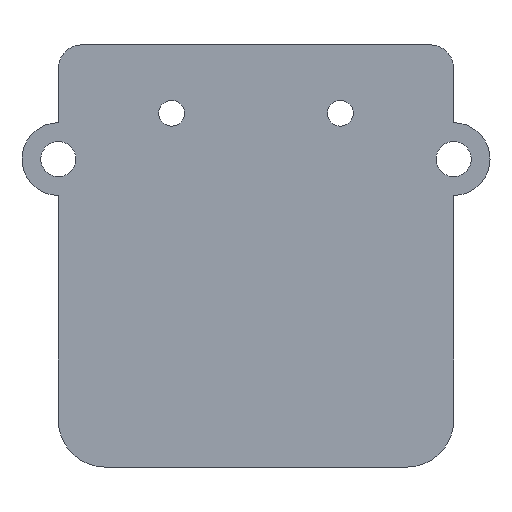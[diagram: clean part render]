
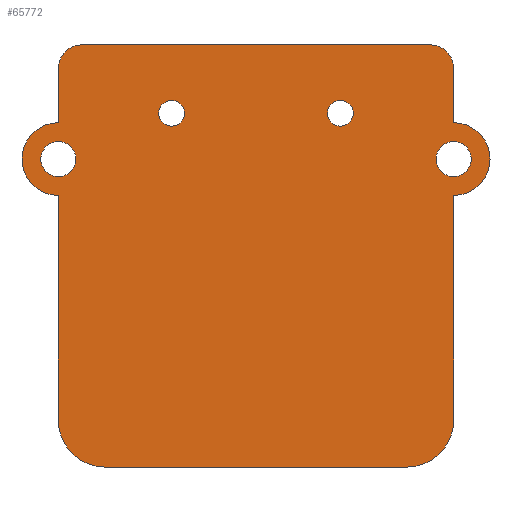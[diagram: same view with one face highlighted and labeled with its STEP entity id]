
A CAD part, front view. The second image highlights one B-rep face of the part: STEP entity #65772.
In plain terms, the highlighted planar face has unit normal (0, -1, 0).
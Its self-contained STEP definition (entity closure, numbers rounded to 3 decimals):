
#543=FACE_BOUND('',#9815,.T.);
#544=FACE_BOUND('',#9816,.T.);
#545=FACE_BOUND('',#9817,.T.);
#546=FACE_BOUND('',#9818,.T.);
#2961=CIRCLE('',#71024,2.);
#2978=CIRCLE('',#71044,2.);
#2979=CIRCLE('',#71047,4.);
#2980=CIRCLE('',#71050,4.);
#2991=CIRCLE('',#71100,1.5);
#2992=CIRCLE('',#71102,1.5);
#2993=CIRCLE('',#71104,1.1);
#2994=CIRCLE('',#71106,1.1);
#2995=CIRCLE('',#71109,3.1);
#2996=CIRCLE('',#71113,3.1);
#6366=FACE_OUTER_BOUND('',#9814,.T.);
#9814=EDGE_LOOP('',(#58745,#58746,#58747,#58748,#58749,#58750,#58751,#58752,
#58753,#58754,#58755,#58756));
#9815=EDGE_LOOP('',(#58757));
#9816=EDGE_LOOP('',(#58758));
#9817=EDGE_LOOP('',(#58759));
#9818=EDGE_LOOP('',(#58760));
#17221=LINE('',#108213,#24714);
#17240=LINE('',#108282,#24733);
#17251=LINE('',#108305,#24744);
#17306=LINE('',#108447,#24799);
#17309=LINE('',#108454,#24802);
#17310=LINE('',#108457,#24803);
#24714=VECTOR('',#88598,10.);
#24733=VECTOR('',#88655,10.);
#24744=VECTOR('',#88672,10.);
#24799=VECTOR('',#88845,10.);
#24802=VECTOR('',#88854,10.);
#24803=VECTOR('',#88857,10.);
#30782=VERTEX_POINT('',#108200);
#30783=VERTEX_POINT('',#108201);
#30787=VERTEX_POINT('',#108211);
#30817=VERTEX_POINT('',#108276);
#30818=VERTEX_POINT('',#108280);
#30819=VERTEX_POINT('',#108284);
#30820=VERTEX_POINT('',#108285);
#30827=VERTEX_POINT('',#108303);
#30828=VERTEX_POINT('',#108307);
#30851=VERTEX_POINT('',#108430);
#30852=VERTEX_POINT('',#108434);
#30853=VERTEX_POINT('',#108438);
#30854=VERTEX_POINT('',#108442);
#30855=VERTEX_POINT('',#108446);
#30856=VERTEX_POINT('',#108450);
#30857=VERTEX_POINT('',#108456);
#40028=EDGE_CURVE('',#30782,#30783,#2961,.T.);
#40034=EDGE_CURVE('',#30782,#30787,#17221,.T.);
#40066=EDGE_CURVE('',#30817,#30787,#2978,.T.);
#40069=EDGE_CURVE('',#30817,#30818,#17240,.T.);
#40070=EDGE_CURVE('',#30819,#30820,#2979,.T.);
#40081=EDGE_CURVE('',#30819,#30827,#17251,.T.);
#40082=EDGE_CURVE('',#30828,#30827,#2980,.T.);
#40143=EDGE_CURVE('',#30851,#30851,#2991,.T.);
#40145=EDGE_CURVE('',#30852,#30852,#2992,.T.);
#40147=EDGE_CURVE('',#30853,#30853,#2993,.T.);
#40149=EDGE_CURVE('',#30854,#30854,#2994,.T.);
#40151=EDGE_CURVE('',#30855,#30783,#17306,.T.);
#40153=EDGE_CURVE('',#30856,#30855,#2995,.T.);
#40155=EDGE_CURVE('',#30828,#30856,#17309,.T.);
#40156=EDGE_CURVE('',#30857,#30820,#17310,.T.);
#40158=EDGE_CURVE('',#30818,#30857,#2996,.T.);
#58745=ORIENTED_EDGE('',*,*,#40028,.F.);
#58746=ORIENTED_EDGE('',*,*,#40034,.T.);
#58747=ORIENTED_EDGE('',*,*,#40066,.F.);
#58748=ORIENTED_EDGE('',*,*,#40069,.T.);
#58749=ORIENTED_EDGE('',*,*,#40158,.T.);
#58750=ORIENTED_EDGE('',*,*,#40156,.T.);
#58751=ORIENTED_EDGE('',*,*,#40070,.F.);
#58752=ORIENTED_EDGE('',*,*,#40081,.T.);
#58753=ORIENTED_EDGE('',*,*,#40082,.F.);
#58754=ORIENTED_EDGE('',*,*,#40155,.T.);
#58755=ORIENTED_EDGE('',*,*,#40153,.T.);
#58756=ORIENTED_EDGE('',*,*,#40151,.T.);
#58757=ORIENTED_EDGE('',*,*,#40149,.T.);
#58758=ORIENTED_EDGE('',*,*,#40147,.T.);
#58759=ORIENTED_EDGE('',*,*,#40145,.T.);
#58760=ORIENTED_EDGE('',*,*,#40143,.T.);
#61275=PLANE('',#71114);
#65772=ADVANCED_FACE('',(#6366,#543,#544,#545,#546),#61275,.T.);
#71024=AXIS2_PLACEMENT_3D('',#108202,#88588,#88589);
#71044=AXIS2_PLACEMENT_3D('',#108277,#88649,#88650);
#71047=AXIS2_PLACEMENT_3D('',#108286,#88658,#88659);
#71050=AXIS2_PLACEMENT_3D('',#108308,#88675,#88676);
#71100=AXIS2_PLACEMENT_3D('',#108431,#88825,#88826);
#71102=AXIS2_PLACEMENT_3D('',#108435,#88830,#88831);
#71104=AXIS2_PLACEMENT_3D('',#108439,#88835,#88836);
#71106=AXIS2_PLACEMENT_3D('',#108443,#88840,#88841);
#71109=AXIS2_PLACEMENT_3D('',#108451,#88849,#88850);
#71113=AXIS2_PLACEMENT_3D('',#108460,#88861,#88862);
#71114=AXIS2_PLACEMENT_3D('',#108461,#88863,#88864);
#88588=DIRECTION('center_axis',(0.,1.,0.));
#88589=DIRECTION('ref_axis',(0.707,0.,0.707));
#88598=DIRECTION('',(-1.,0.,0.));
#88649=DIRECTION('center_axis',(0.,1.,0.));
#88650=DIRECTION('ref_axis',(-0.707,0.,0.707));
#88655=DIRECTION('',(0.,0.,-1.));
#88658=DIRECTION('center_axis',(0.,1.,0.));
#88659=DIRECTION('ref_axis',(-0.707,0.,-0.707));
#88672=DIRECTION('',(1.,0.,0.));
#88675=DIRECTION('center_axis',(0.,1.,0.));
#88676=DIRECTION('ref_axis',(0.707,0.,-0.707));
#88825=DIRECTION('center_axis',(0.,1.,0.));
#88826=DIRECTION('ref_axis',(1.,0.,0.));
#88830=DIRECTION('center_axis',(0.,1.,0.));
#88831=DIRECTION('ref_axis',(1.,0.,0.));
#88835=DIRECTION('center_axis',(0.,1.,0.));
#88836=DIRECTION('ref_axis',(0.003,0.,1.));
#88840=DIRECTION('center_axis',(0.,1.,0.));
#88841=DIRECTION('ref_axis',(-0.003,0.,
-1.));
#88845=DIRECTION('',(0.,0.,1.));
#88849=DIRECTION('center_axis',(0.,-1.,0.));
#88850=DIRECTION('ref_axis',(1.,0.,0.));
#88854=DIRECTION('',(0.,0.,1.));
#88857=DIRECTION('',(0.,0.,-1.));
#88861=DIRECTION('center_axis',(0.,-1.,0.));
#88862=DIRECTION('ref_axis',(1.,0.,0.));
#88863=DIRECTION('center_axis',(0.,-1.,0.));
#88864=DIRECTION('ref_axis',(1.,0.,0.));
#108200=CARTESIAN_POINT('',(14.85,-4.5,2.));
#108201=CARTESIAN_POINT('',(16.85,-4.5,0.));
#108202=CARTESIAN_POINT('Origin',(14.85,-4.5,0.));
#108211=CARTESIAN_POINT('',(-14.85,-4.5,2.));
#108213=CARTESIAN_POINT('',(16.85,-4.5,2.));
#108276=CARTESIAN_POINT('',(-16.85,-4.5,0.));
#108277=CARTESIAN_POINT('Origin',(-14.85,-4.5,0.));
#108280=CARTESIAN_POINT('',(-16.85,-4.5,-4.637));
#108282=CARTESIAN_POINT('',(-16.85,-4.5,2.));
#108284=CARTESIAN_POINT('',(-12.85,-4.5,-34.));
#108285=CARTESIAN_POINT('',(-16.85,-4.5,-30.));
#108286=CARTESIAN_POINT('Origin',(-12.85,-4.5,-30.));
#108303=CARTESIAN_POINT('',(12.85,-4.5,-34.));
#108305=CARTESIAN_POINT('',(-16.85,-4.5,-34.));
#108307=CARTESIAN_POINT('',(16.85,-4.5,-30.));
#108308=CARTESIAN_POINT('Origin',(12.85,-4.5,-30.));
#108430=CARTESIAN_POINT('',(15.35,-4.5,-7.737));
#108431=CARTESIAN_POINT('Origin',(16.85,-4.5,-7.737));
#108434=CARTESIAN_POINT('',(-18.35,-4.5,-7.737));
#108435=CARTESIAN_POINT('Origin',(-16.85,-4.5,-7.737));
#108438=CARTESIAN_POINT('',(-7.194,-4.5,-4.932));
#108439=CARTESIAN_POINT('Origin',(-7.19,-4.5,-3.832));
#108442=CARTESIAN_POINT('',(7.194,-4.5,-2.732));
#108443=CARTESIAN_POINT('Origin',(7.19,-4.5,-3.832));
#108446=CARTESIAN_POINT('',(16.85,-4.5,-4.637));
#108447=CARTESIAN_POINT('',(16.85,-4.5,-34.));
#108450=CARTESIAN_POINT('',(16.85,-4.5,-10.837));
#108451=CARTESIAN_POINT('Origin',(16.85,-4.5,-7.737));
#108454=CARTESIAN_POINT('',(16.85,-4.5,-34.));
#108456=CARTESIAN_POINT('',(-16.85,-4.5,-10.837));
#108457=CARTESIAN_POINT('',(-16.85,-4.5,-34.));
#108460=CARTESIAN_POINT('Origin',(-16.85,-4.5,-7.737));
#108461=CARTESIAN_POINT('Origin',(0.,-4.5,-16.));
